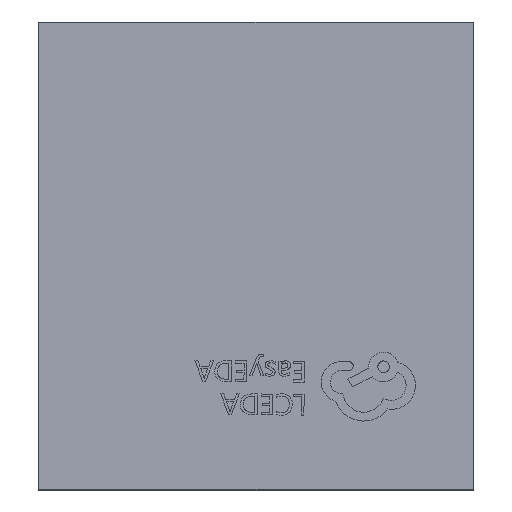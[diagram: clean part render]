
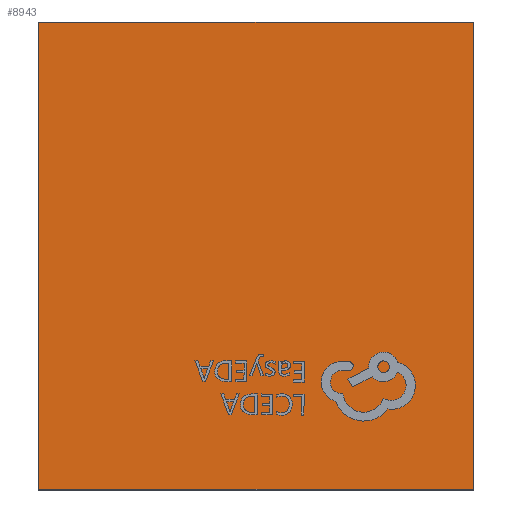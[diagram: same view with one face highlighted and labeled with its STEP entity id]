
A CAD part, top view. The second image highlights one B-rep face of the part: STEP entity #8943.
In plain terms, the highlighted planar face has unit normal (0, 0, 1).
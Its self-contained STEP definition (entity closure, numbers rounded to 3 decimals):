
#4617 = PLANE('',#4618);
#4618 = AXIS2_PLACEMENT_3D('',#4619,#4620,#4621);
#4619 = CARTESIAN_POINT('',(4.25,1.575,7.
    ));
#4620 = DIRECTION('',(0.,-1.,0.));
#4621 = DIRECTION('',(1.,0.,0.));
#6424 = PLANE('',#6425);
#6425 = AXIS2_PLACEMENT_3D('',#6426,#6427,#6428);
#6426 = CARTESIAN_POINT('',(4.25,-7.575,
    7.));
#6427 = DIRECTION('',(-1.,0.,0.));
#6428 = DIRECTION('',(0.,0.,1.));
#6452 = PLANE('',#6453);
#6453 = AXIS2_PLACEMENT_3D('',#6454,#6455,#6456);
#6454 = CARTESIAN_POINT('',(4.25,-7.575,
    7.));
#6455 = DIRECTION('',(0.,1.,0.));
#6456 = DIRECTION('',(-1.,0.,0.));
#6480 = PLANE('',#6481);
#6481 = AXIS2_PLACEMENT_3D('',#6482,#6483,#6484);
#6482 = CARTESIAN_POINT('',(-4.25,-7.575,
    7.));
#6483 = DIRECTION('',(1.,0.,0.));
#6484 = DIRECTION('',(0.,0.,-1.));
#7540 = VERTEX_POINT('',#7541);
#7541 = CARTESIAN_POINT('',(-4.25,-7.575,
    7.));
#7562 = EDGE_CURVE('',#7563,#7540,#7565,.T.);
#7563 = VERTEX_POINT('',#7564);
#7564 = CARTESIAN_POINT('',(-4.25,1.575,7.
    ));
#7565 = SURFACE_CURVE('',#7566,(#7570,#7577),.PCURVE_S1.);
#7566 = LINE('',#7567,#7568);
#7567 = CARTESIAN_POINT('',(-4.25,-7.575,
    7.));
#7568 = VECTOR('',#7569,1.);
#7569 = DIRECTION('',(-0.,-1.,-0.));
#7570 = PCURVE('',#6480,#7571);
#7571 = DEFINITIONAL_REPRESENTATION('',(#7572),#7576);
#7572 = LINE('',#7573,#7574);
#7573 = CARTESIAN_POINT('',(0.,0.));
#7574 = VECTOR('',#7575,1.);
#7575 = DIRECTION('',(0.,-1.));
#7576 = ( GEOMETRIC_REPRESENTATION_CONTEXT(2) 
PARAMETRIC_REPRESENTATION_CONTEXT() REPRESENTATION_CONTEXT('2D SPACE',''
  ) );
#7577 = PCURVE('',#7578,#7583);
#7578 = PLANE('',#7579);
#7579 = AXIS2_PLACEMENT_3D('',#7580,#7581,#7582);
#7580 = CARTESIAN_POINT('',(-1.905,-0.025,7.));
#7581 = DIRECTION('',(0.,0.,1.));
#7582 = DIRECTION('',(1.,0.,-0.));
#7583 = DEFINITIONAL_REPRESENTATION('',(#7584),#7588);
#7584 = LINE('',#7585,#7586);
#7585 = CARTESIAN_POINT('',(-2.345,-7.55));
#7586 = VECTOR('',#7587,1.);
#7587 = DIRECTION('',(0.,-1.));
#7588 = ( GEOMETRIC_REPRESENTATION_CONTEXT(2) 
PARAMETRIC_REPRESENTATION_CONTEXT() REPRESENTATION_CONTEXT('2D SPACE',''
  ) );
#8406 = VERTEX_POINT('',#8407);
#8407 = CARTESIAN_POINT('',(4.25,-7.575,
    7.));
#8428 = EDGE_CURVE('',#7540,#8406,#8429,.T.);
#8429 = SURFACE_CURVE('',#8430,(#8434,#8441),.PCURVE_S1.);
#8430 = LINE('',#8431,#8432);
#8431 = CARTESIAN_POINT('',(4.25,-7.575,
    7.));
#8432 = VECTOR('',#8433,1.);
#8433 = DIRECTION('',(1.,0.,0.));
#8434 = PCURVE('',#6452,#8435);
#8435 = DEFINITIONAL_REPRESENTATION('',(#8436),#8440);
#8436 = LINE('',#8437,#8438);
#8437 = CARTESIAN_POINT('',(0.,0.));
#8438 = VECTOR('',#8439,1.);
#8439 = DIRECTION('',(-1.,0.));
#8440 = ( GEOMETRIC_REPRESENTATION_CONTEXT(2) 
PARAMETRIC_REPRESENTATION_CONTEXT() REPRESENTATION_CONTEXT('2D SPACE',''
  ) );
#8441 = PCURVE('',#7578,#8442);
#8442 = DEFINITIONAL_REPRESENTATION('',(#8443),#8447);
#8443 = LINE('',#8444,#8445);
#8444 = CARTESIAN_POINT('',(6.155,-7.55));
#8445 = VECTOR('',#8446,1.);
#8446 = DIRECTION('',(1.,0.));
#8447 = ( GEOMETRIC_REPRESENTATION_CONTEXT(2) 
PARAMETRIC_REPRESENTATION_CONTEXT() REPRESENTATION_CONTEXT('2D SPACE',''
  ) );
#8455 = VERTEX_POINT('',#8456);
#8456 = CARTESIAN_POINT('',(4.25,1.575,7.
    ));
#8477 = EDGE_CURVE('',#8406,#8455,#8478,.T.);
#8478 = SURFACE_CURVE('',#8479,(#8483,#8490),.PCURVE_S1.);
#8479 = LINE('',#8480,#8481);
#8480 = CARTESIAN_POINT('',(4.25,-7.575,
    7.));
#8481 = VECTOR('',#8482,1.);
#8482 = DIRECTION('',(0.,1.,0.));
#8483 = PCURVE('',#6424,#8484);
#8484 = DEFINITIONAL_REPRESENTATION('',(#8485),#8489);
#8485 = LINE('',#8486,#8487);
#8486 = CARTESIAN_POINT('',(0.,0.));
#8487 = VECTOR('',#8488,1.);
#8488 = DIRECTION('',(0.,1.));
#8489 = ( GEOMETRIC_REPRESENTATION_CONTEXT(2) 
PARAMETRIC_REPRESENTATION_CONTEXT() REPRESENTATION_CONTEXT('2D SPACE',''
  ) );
#8490 = PCURVE('',#7578,#8491);
#8491 = DEFINITIONAL_REPRESENTATION('',(#8492),#8496);
#8492 = LINE('',#8493,#8494);
#8493 = CARTESIAN_POINT('',(6.155,-7.55));
#8494 = VECTOR('',#8495,1.);
#8495 = DIRECTION('',(0.,1.));
#8496 = ( GEOMETRIC_REPRESENTATION_CONTEXT(2) 
PARAMETRIC_REPRESENTATION_CONTEXT() REPRESENTATION_CONTEXT('2D SPACE',''
  ) );
#8786 = EDGE_CURVE('',#8455,#7563,#8787,.T.);
#8787 = SURFACE_CURVE('',#8788,(#8792,#8799),.PCURVE_S1.);
#8788 = LINE('',#8789,#8790);
#8789 = CARTESIAN_POINT('',(4.25,1.575,7.
    ));
#8790 = VECTOR('',#8791,1.);
#8791 = DIRECTION('',(-1.,0.,0.));
#8792 = PCURVE('',#4617,#8793);
#8793 = DEFINITIONAL_REPRESENTATION('',(#8794),#8798);
#8794 = LINE('',#8795,#8796);
#8795 = CARTESIAN_POINT('',(0.,0.));
#8796 = VECTOR('',#8797,1.);
#8797 = DIRECTION('',(-1.,0.));
#8798 = ( GEOMETRIC_REPRESENTATION_CONTEXT(2) 
PARAMETRIC_REPRESENTATION_CONTEXT() REPRESENTATION_CONTEXT('2D SPACE',''
  ) );
#8799 = PCURVE('',#7578,#8800);
#8800 = DEFINITIONAL_REPRESENTATION('',(#8801),#8805);
#8801 = LINE('',#8802,#8803);
#8802 = CARTESIAN_POINT('',(6.155,1.6));
#8803 = VECTOR('',#8804,1.);
#8804 = DIRECTION('',(-1.,0.));
#8805 = ( GEOMETRIC_REPRESENTATION_CONTEXT(2) 
PARAMETRIC_REPRESENTATION_CONTEXT() REPRESENTATION_CONTEXT('2D SPACE',''
  ) );
#8943 = ADVANCED_FACE('',(#8944),#7578,.T.);
#8944 = FACE_BOUND('',#8945,.T.);
#8945 = EDGE_LOOP('',(#8946,#8947,#8948,#8949));
#8946 = ORIENTED_EDGE('',*,*,#7562,.T.);
#8947 = ORIENTED_EDGE('',*,*,#8428,.T.);
#8948 = ORIENTED_EDGE('',*,*,#8477,.T.);
#8949 = ORIENTED_EDGE('',*,*,#8786,.T.);
